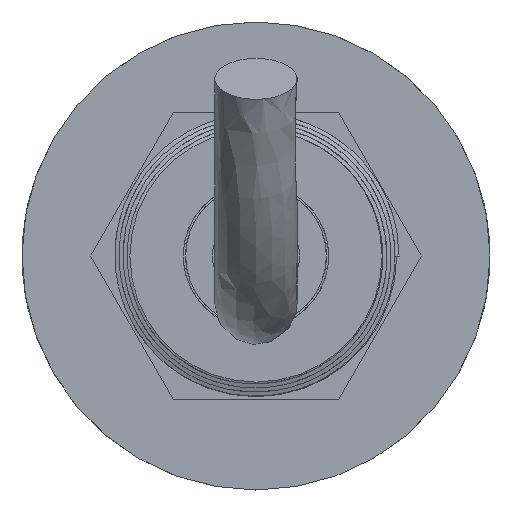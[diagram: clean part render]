
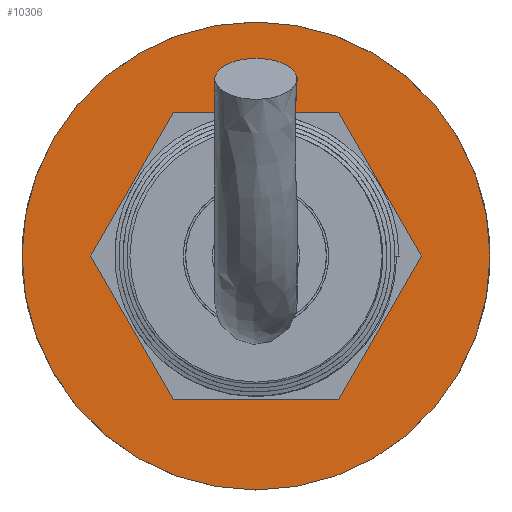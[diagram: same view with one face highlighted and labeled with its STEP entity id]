
A CAD part, front view. The second image highlights one B-rep face of the part: STEP entity #10306.
In plain terms, the highlighted planar face has unit normal (0, -1, 0).
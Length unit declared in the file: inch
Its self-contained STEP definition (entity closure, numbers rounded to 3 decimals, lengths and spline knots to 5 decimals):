
#124=CARTESIAN_POINT('',(0.4825,-0.655,0.));
#125=VERTEX_POINT('',#124);
#126=CARTESIAN_POINT('',(0.0,-0.655,0.0));
#127=DIRECTION('',(0.0,1.0,0.0));
#128=DIRECTION('',(-1.0,0.0,0.0));
#129=AXIS2_PLACEMENT_3D('',#126,#127,#128);
#130=CIRCLE('',#129,0.4825);
#131=EDGE_CURVE('',#125,#125,#130,.T.);
#9934=CARTESIAN_POINT('',(0.34064,-0.655,0.0));
#9935=VERTEX_POINT('',#9934);
#9942=CARTESIAN_POINT('',(0.17032,-0.655,0.295));
#9943=VERTEX_POINT('',#9942);
#9944=CARTESIAN_POINT('',(0.17032,-0.655,0.295));
#9945=DIRECTION('',(0.5,0.0,-0.866));
#9946=VECTOR('',#9945,0.34064);
#9947=LINE('',#9944,#9946);
#9948=EDGE_CURVE('',#9943,#9935,#9947,.T.);
#9965=CARTESIAN_POINT('',(0.17032,-0.655,-0.295));
#9966=VERTEX_POINT('',#9965);
#9973=CARTESIAN_POINT('',(0.34064,-0.655,0.0));
#9974=DIRECTION('',(-0.5,0.0,-0.866));
#9975=VECTOR('',#9974,0.34064);
#9976=LINE('',#9973,#9975);
#9977=EDGE_CURVE('',#9935,#9966,#9976,.T.);
#9989=CARTESIAN_POINT('',(-0.17032,-0.655,-0.295));
#9990=VERTEX_POINT('',#9989);
#9997=CARTESIAN_POINT('',(0.17032,-0.655,-0.295));
#9998=DIRECTION('',(-1.0,0.0,0.0));
#9999=VECTOR('',#9998,0.34064);
#10000=LINE('',#9997,#9999);
#10001=EDGE_CURVE('',#9966,#9990,#10000,.T.);
#10013=CARTESIAN_POINT('',(-0.34064,-0.655,0.0));
#10014=VERTEX_POINT('',#10013);
#10021=CARTESIAN_POINT('',(-0.17032,-0.655,-0.295));
#10022=DIRECTION('',(-0.5,0.0,0.866));
#10023=VECTOR('',#10022,0.34064);
#10024=LINE('',#10021,#10023);
#10025=EDGE_CURVE('',#9990,#10014,#10024,.T.);
#10037=CARTESIAN_POINT('',(-0.17032,-0.655,0.295));
#10038=VERTEX_POINT('',#10037);
#10045=CARTESIAN_POINT('',(-0.34064,-0.655,0.0));
#10046=DIRECTION('',(0.5,0.0,0.866));
#10047=VECTOR('',#10046,0.34064);
#10048=LINE('',#10045,#10047);
#10049=EDGE_CURVE('',#10014,#10038,#10048,.T.);
#10062=CARTESIAN_POINT('',(-0.17032,-0.655,0.295));
#10063=DIRECTION('',(1.0,0.0,0.0));
#10064=VECTOR('',#10063,0.34064);
#10065=LINE('',#10062,#10064);
#10066=EDGE_CURVE('',#10038,#9943,#10065,.T.);
#10290=CARTESIAN_POINT('',(-0.24125,-0.655,0.0));
#10291=DIRECTION('',(0.0,-1.0,0.0));
#10292=DIRECTION('',(0.0,0.0,-1.0));
#10293=AXIS2_PLACEMENT_3D('',#10290,#10291,#10292);
#10294=PLANE('',#10293);
#10295=ORIENTED_EDGE('',*,*,#131,.F.);
#10296=EDGE_LOOP('',(#10295));
#10297=FACE_OUTER_BOUND('',#10296,.T.);
#10298=ORIENTED_EDGE('',*,*,#9948,.T.);
#10299=ORIENTED_EDGE('',*,*,#9977,.T.);
#10300=ORIENTED_EDGE('',*,*,#10001,.T.);
#10301=ORIENTED_EDGE('',*,*,#10025,.T.);
#10302=ORIENTED_EDGE('',*,*,#10049,.T.);
#10303=ORIENTED_EDGE('',*,*,#10066,.T.);
#10304=EDGE_LOOP('',(#10298,#10299,#10300,#10301,#10302,#10303));
#10305=FACE_BOUND('',#10304,.T.);
#10306=ADVANCED_FACE('',(#10297,#10305),#10294,.T.);
